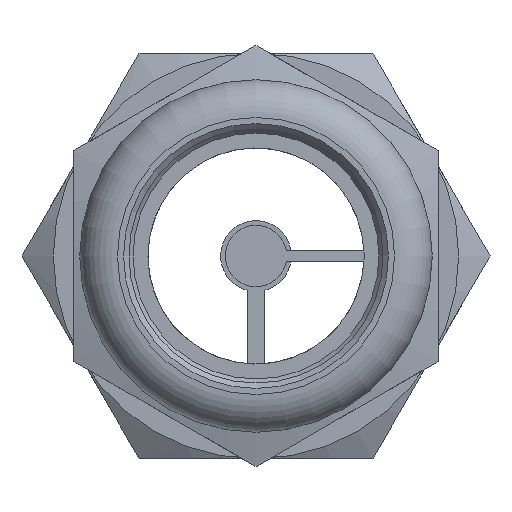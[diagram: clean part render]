
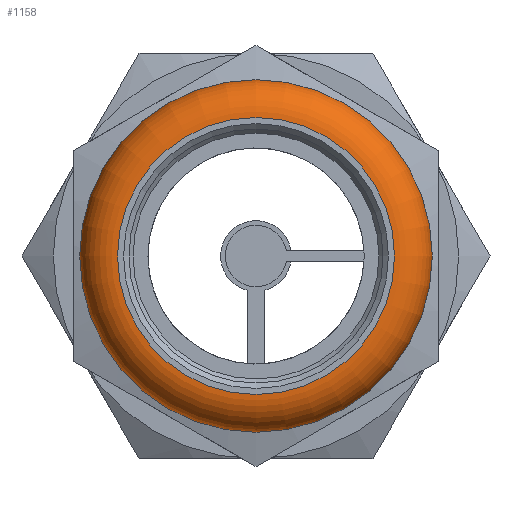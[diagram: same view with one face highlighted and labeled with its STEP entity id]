
A CAD part, left-side view. The second image highlights one B-rep face of the part: STEP entity #1158.
In plain terms, the highlighted toroidal (fillet/blend) face has major radius 10.25 mm and minor radius 2.8 mm.
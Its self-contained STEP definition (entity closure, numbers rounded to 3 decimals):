
#33=TOROIDAL_SURFACE($,#1275,10.25,2.8);
#217=FACE_BOUND($,#379,.T.);
#279=FACE_OUTER_BOUND($,#378,.T.);
#378=EDGE_LOOP($,(#878));
#379=EDGE_LOOP($,(#879));
#483=CIRCLE($,#1274,12.456);
#484=CIRCLE($,#1276,10.25);
#567=VERTEX_POINT($,#1894);
#568=VERTEX_POINT($,#1897);
#683=EDGE_CURVE($,#567,#567,#483,.T.);
#684=EDGE_CURVE($,#568,#568,#484,.T.);
#878=ORIENTED_EDGE($,*,*,#684,.F.);
#879=ORIENTED_EDGE($,*,*,#683,.T.);
#1158=ADVANCED_FACE($,(#279,#217),#33,.T.);
#1274=AXIS2_PLACEMENT_3D($,#1895,#1508,#1509);
#1275=AXIS2_PLACEMENT_3D($,#1896,#1510,#1511);
#1276=AXIS2_PLACEMENT_3D($,#1898,#1512,#1513);
#1508=DIRECTION('center_axis',(-1.,0.,0.));
#1509=DIRECTION('ref_axis',(0.,0.866,0.5));
#1510=DIRECTION('center_axis',(-1.,0.,0.));
#1511=DIRECTION('ref_axis',(0.,-0.5,0.866));
#1512=DIRECTION('center_axis',(-1.,0.,0.));
#1513=DIRECTION('ref_axis',(0.,0.866,0.5));
#1894=CARTESIAN_POINT('',(4.524,10.788,-6.228));
#1895=CARTESIAN_POINT('Origin',(4.524,0.,0.));
#1896=CARTESIAN_POINT('Origin',(2.8,0.,0.));
#1897=CARTESIAN_POINT('',(0.,8.877,-5.125));
#1898=CARTESIAN_POINT('Origin',(0.,0.,0.));
